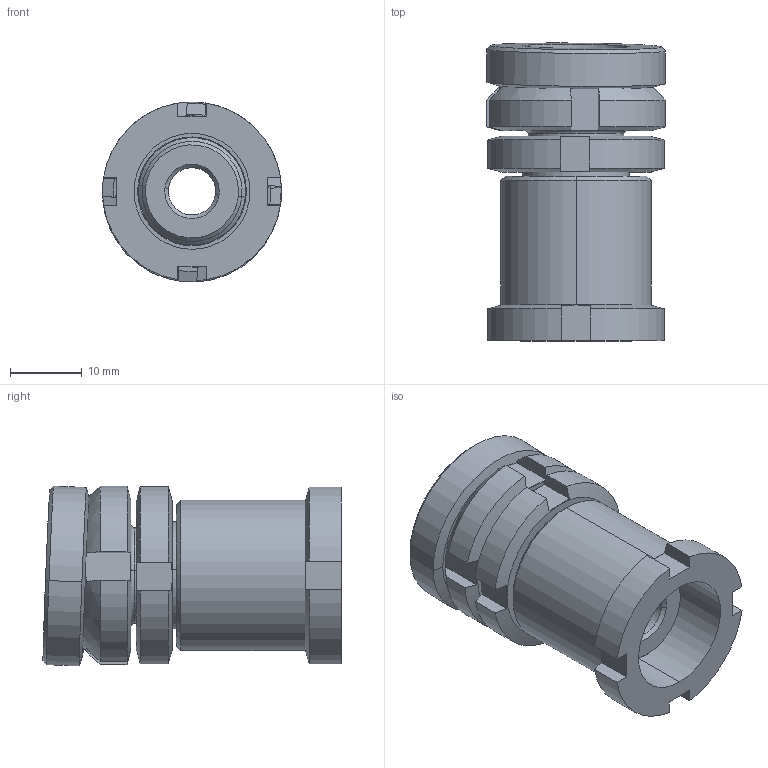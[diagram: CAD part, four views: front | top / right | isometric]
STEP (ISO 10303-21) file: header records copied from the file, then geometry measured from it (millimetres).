
FILE_DESCRIPTION (( 'STEP AP214' ), '1' );
FILE_NAME ('KVSK 15-6.6 0-0.STEP', '2015-10-09T10:53:03', ( '' ), ( '' ), 'SwSTEP 2.0', 'SolidWorks 2015', '' );
FILE_SCHEMA (( 'AUTOMOTIVE_DESIGN' ));
Length unit declared in the file: millimetre
Products named in the file (5): KVSK 15-6.6 0-0; KAS 15 2-0 A1; HVS 15 2-0 A1; KVS 15-6.6 1-0 A1; KM 15-0 A1
Assembly tree (4 placements, depth 2):
  KVSK 15-6.6 0-0
    HVS 15 2-0 A1
    KAS 15 2-0 A1
    KVS 15-6.6 1-0 A1
    KM 15-0 A1
Bounding box: 25 x 41.64 x 25.14 mm (x, y, z)
Volume: 13459.4 mm3; surface area: 9124.8 mm2
Topology: 4 solids, 4 shells, 145 faces, 334 edges, 202 vertices
Faces by surface type: plane 49, cone 46, cylinder 38, torus 10, sphere 2
Entity records: 4478 total; most frequent: CARTESIAN_POINT 928, DIRECTION 728, ORIENTED_EDGE 668, EDGE_CURVE 334, AXIS2_PLACEMENT_3D 306, VERTEX_POINT 202, EDGE_LOOP 158, CIRCLE 154
